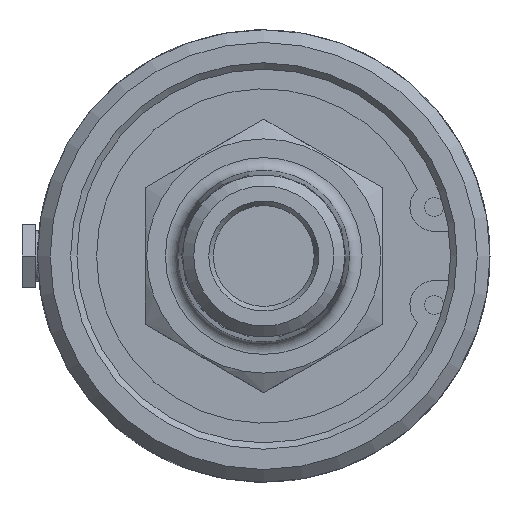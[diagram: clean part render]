
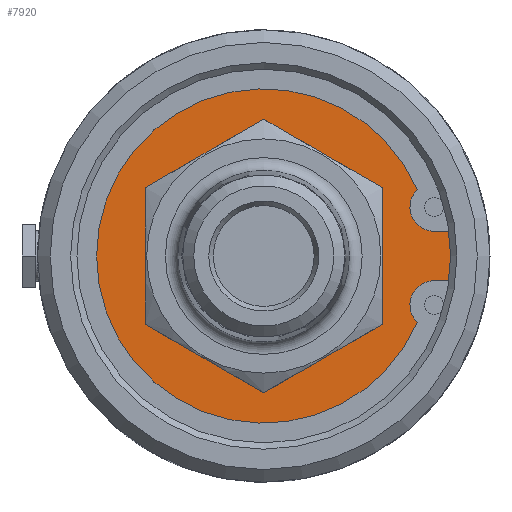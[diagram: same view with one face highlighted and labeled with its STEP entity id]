
A CAD part, left-side view. The second image highlights one B-rep face of the part: STEP entity #7920.
In plain terms, the highlighted planar face has unit normal (-1, 0, 0).
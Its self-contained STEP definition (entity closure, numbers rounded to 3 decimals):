
#115=FACE_BOUND('',#2739,.T.);
#755=LINE('',#57518,#1192);
#760=LINE('',#57536,#1197);
#1192=VECTOR('',#9735,10.);
#1197=VECTOR('',#9750,10.);
#1615=CIRCLE('',#8388,3.048);
#1616=CIRCLE('',#8390,3.048);
#1617=CIRCLE('',#8392,21.057);
#1642=CIRCLE('',#8439,13.9);
#1643=CIRCLE('',#8440,13.9);
#1672=CIRCLE('',#8495,25.375);
#1828=PLANE('',#8494);
#2241=FACE_OUTER_BOUND('',#2738,.T.);
#2738=EDGE_LOOP('',(#7264,#7265,#7266,#7267,#7268,#7269));
#2739=EDGE_LOOP('',(#7270,#7271));
#3814=VERTEX_POINT('',#57515);
#3815=VERTEX_POINT('',#57517);
#3819=VERTEX_POINT('',#57533);
#3820=VERTEX_POINT('',#57535);
#3821=VERTEX_POINT('',#57539);
#3822=VERTEX_POINT('',#57543);
#3865=VERTEX_POINT('',#57777);
#3866=VERTEX_POINT('',#57778);
#4904=EDGE_CURVE('',#3815,#3814,#755,.T.);
#4912=EDGE_CURVE('',#3820,#3819,#760,.T.);
#4914=EDGE_CURVE('',#3821,#3815,#1615,.T.);
#4916=EDGE_CURVE('',#3819,#3822,#1616,.T.);
#4918=EDGE_CURVE('',#3822,#3821,#1617,.T.);
#4976=EDGE_CURVE('',#3865,#3866,#1642,.T.);
#4977=EDGE_CURVE('',#3866,#3865,#1643,.T.);
#5032=EDGE_CURVE('',#3814,#3820,#1672,.T.);
#7264=ORIENTED_EDGE('',*,*,#4904,.T.);
#7265=ORIENTED_EDGE('',*,*,#5032,.T.);
#7266=ORIENTED_EDGE('',*,*,#4912,.T.);
#7267=ORIENTED_EDGE('',*,*,#4916,.T.);
#7268=ORIENTED_EDGE('',*,*,#4918,.T.);
#7269=ORIENTED_EDGE('',*,*,#4914,.T.);
#7270=ORIENTED_EDGE('',*,*,#4976,.T.);
#7271=ORIENTED_EDGE('',*,*,#4977,.T.);
#7920=ADVANCED_FACE('',(#2241,#115),#1828,.F.);
#8388=AXIS2_PLACEMENT_3D('',#57540,#9754,#9755);
#8390=AXIS2_PLACEMENT_3D('',#57544,#9759,#9760);
#8392=AXIS2_PLACEMENT_3D('',#57547,#9764,#9765);
#8439=AXIS2_PLACEMENT_3D('',#57779,#9871,#9872);
#8440=AXIS2_PLACEMENT_3D('',#57780,#9873,#9874);
#8494=AXIS2_PLACEMENT_3D('',#58016,#10000,#10001);
#8495=AXIS2_PLACEMENT_3D('',#58017,#10002,#10003);
#9735=DIRECTION('',(0.,-1.,0.));
#9750=DIRECTION('',(0.,1.,0.));
#9754=DIRECTION('center_axis',(1.,0.,0.));
#9755=DIRECTION('ref_axis',(0.,0.,1.));
#9759=DIRECTION('center_axis',(1.,0.,0.));
#9760=DIRECTION('ref_axis',(0.,-0.961,0.276));
#9764=DIRECTION('center_axis',(-1.,0.,0.));
#9765=DIRECTION('ref_axis',(0.,0.,-1.));
#9871=DIRECTION('center_axis',(1.,0.,0.));
#9872=DIRECTION('ref_axis',(0.,1.,0.));
#9873=DIRECTION('center_axis',(1.,0.,0.));
#9874=DIRECTION('ref_axis',(0.,1.,0.));
#10000=DIRECTION('center_axis',(1.,0.,0.));
#10001=DIRECTION('ref_axis',(0.,0.,-1.));
#10002=DIRECTION('center_axis',(-1.,0.,0.));
#10003=DIRECTION('ref_axis',(0.,1.,0.));
#57515=CARTESIAN_POINT('',(3.978,-25.184,-3.112));
#57517=CARTESIAN_POINT('',(3.978,-21.461,-3.112));
#57518=CARTESIAN_POINT('',(3.978,-3.137,-3.112));
#57533=CARTESIAN_POINT('',(3.978,-21.461,3.112));
#57535=CARTESIAN_POINT('',(3.978,-25.184,3.112));
#57536=CARTESIAN_POINT('',(3.978,-1.275,3.112));
#57539=CARTESIAN_POINT('',(3.978,-19.334,-8.343));
#57540=CARTESIAN_POINT('Origin',(3.978,-21.461,-6.16));
#57543=CARTESIAN_POINT('',(3.978,-19.334,8.343));
#57544=CARTESIAN_POINT('Origin',(3.978,-21.461,6.16));
#57547=CARTESIAN_POINT('Origin',(3.978,0.,0.));
#57777=CARTESIAN_POINT('',(3.978,13.9,0.));
#57778=CARTESIAN_POINT('',(3.978,-13.9,0.));
#57779=CARTESIAN_POINT('Origin',(3.978,0.,0.));
#57780=CARTESIAN_POINT('Origin',(3.978,0.,0.));
#58016=CARTESIAN_POINT('Origin',(3.978,18.91,0.));
#58017=CARTESIAN_POINT('Origin',(3.978,0.,0.));
